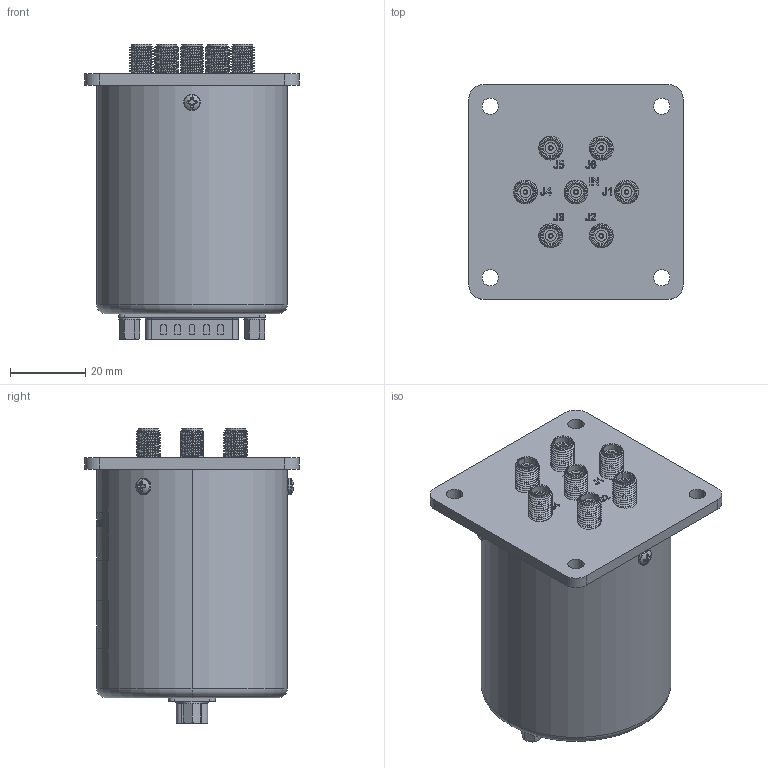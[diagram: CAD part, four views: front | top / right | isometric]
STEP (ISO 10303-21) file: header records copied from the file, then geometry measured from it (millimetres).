
FILE_DESCRIPTION (( 'STEP AP214' ), '1' );
FILE_NAME ('FMSW6459.step', '2021-02-25T21:30:50', ( '' ), ( '' ), 'SwSTEP 2.0', 'SolidWorks 2018', '' );
FILE_SCHEMA (( 'AUTOMOTIVE_DESIGN' ));
Length unit declared in the file: inch
Products named in the file (1): FMSW6459
Bounding box: 57.15 x 57.15 x 78.79 mm (x, y, z)
Volume: 135208.4 mm3; surface area: 20904.2 mm2
Topology: 6 solids, 6 shells, 1342 faces, 3549 edges, 2311 vertices
Faces by surface type: cylinder 513, plane 440, bspline 240, cone 94, sphere 36, torus 19
Entity records: 61805 total; most frequent: CARTESIAN_POINT 32147, ORIENTED_EDGE 7008, DIRECTION 5041, EDGE_CURVE 3504, VERTEX_POINT 2296, AXIS2_PLACEMENT_3D 1819, EDGE_LOOP 1472, VECTOR 1403
